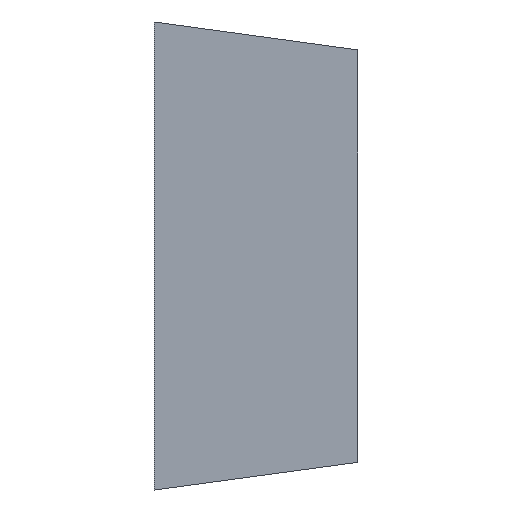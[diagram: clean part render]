
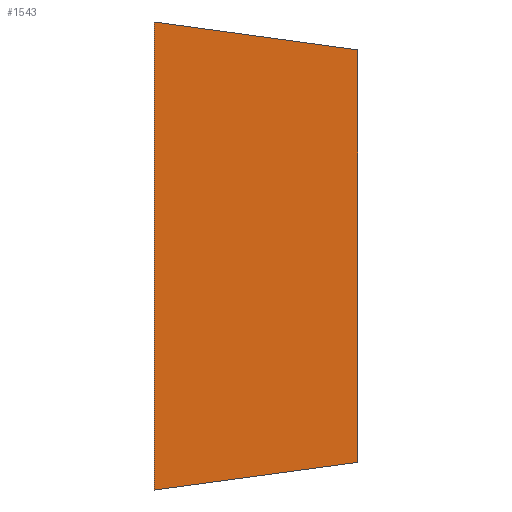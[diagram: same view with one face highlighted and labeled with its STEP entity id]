
A CAD part, front view. The second image highlights one B-rep face of the part: STEP entity #1543.
In plain terms, the highlighted planar face has unit normal (0, -1, 0).
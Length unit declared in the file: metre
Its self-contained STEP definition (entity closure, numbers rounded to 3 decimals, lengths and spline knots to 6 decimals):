
#7 = ORIENTED_EDGE ( 'NONE', *, *, #244, .T. ) ;
#11 = LINE ( 'NONE', #365, #797 ) ;
#27 = ORIENTED_EDGE ( 'NONE', *, *, #911, .T. ) ;
#88 = CARTESIAN_POINT ( 'NONE',  ( 0.070837, 0.044704, -0.010384 ) ) ;
#97 = EDGE_CURVE ( 'NONE', #1421, #1245, #559, .T. ) ;
#108 = B_SPLINE_CURVE_WITH_KNOTS ( 'NONE', 3,
 ( #304, #88, #113, #1087, #1859, #1289, #2060, #128 ),
 .UNSPECIFIED., .F., .F.,
 ( 4, 1, 1, 1, 1, 4 ),
 ( 0., 0.000728, 0.000753, 0.005338, 0.005364, 0.006408 ),
 .UNSPECIFIED. ) ;
#113 = CARTESIAN_POINT ( 'NONE',  ( 0.071086, 0.044704, -0.010353 ) ) ;
#120 = VECTOR ( 'NONE', #2089, 1. ) ;
#128 = CARTESIAN_POINT ( 'NONE',  ( 0.076946, 0.044704, -0.009553 ) ) ;
#200 = DIRECTION ( 'NONE',  ( 0., -1., 0. ) ) ;
#244 = EDGE_CURVE ( 'NONE', #1752, #606, #108, .T. ) ;
#281 = CARTESIAN_POINT ( 'NONE',  ( 0.070596, 0.044704, -0.010414 ) ) ;
#304 = CARTESIAN_POINT ( 'NONE',  ( 0.070596, 0.044704, -0.010414 ) ) ;
#352 = EDGE_CURVE ( 'NONE', #1245, #1752, #1516, .T. ) ;
#365 = CARTESIAN_POINT ( 'NONE',  ( 0.076946, 0.044704, -0.013558 ) ) ;
#374 = FACE_OUTER_BOUND ( 'NONE', #2145, .T. ) ;
#479 = CARTESIAN_POINT ( 'NONE',  ( 0.0714, 0.044704, 0.00405 ) ) ;
#559 = B_SPLINE_CURVE_WITH_KNOTS ( 'NONE', 3,
 ( #2394, #2130, #1641, #1663, #479, #2431 ),
 .UNSPECIFIED., .F., .F.,
 ( 4, 1, 1, 4 ),
 ( 0., 0.003953, 0.003979, 0.006409 ),
 .UNSPECIFIED. ) ;
#561 = CARTESIAN_POINT ( 'NONE',  ( 0.070596, 0.044704, 0.007222 ) ) ;
#606 = VERTEX_POINT ( 'NONE', #824 ) ;
#797 = VECTOR ( 'NONE', #2107, 1. ) ;
#824 = CARTESIAN_POINT ( 'NONE',  ( 0.076946, 0.044704, -0.009553 ) ) ;
#833 = CARTESIAN_POINT ( 'NONE',  ( 0.070596, 0.044704, 0.004155 ) ) ;
#911 = EDGE_CURVE ( 'NONE', #606, #1421, #11, .T. ) ;
#972 = DIRECTION ( 'NONE',  ( 0., 0., -1. ) ) ;
#1041 = ORIENTED_EDGE ( 'NONE', *, *, #97, .T. ) ;
#1087 = CARTESIAN_POINT ( 'NONE',  ( 0.072852, 0.044704, -0.01013 ) ) ;
#1245 = VERTEX_POINT ( 'NONE', #833 ) ;
#1289 = CARTESIAN_POINT ( 'NONE',  ( 0.076249, 0.044704, -0.009656 ) ) ;
#1353 = PLANE ( 'NONE',  #1454 ) ;
#1421 = VERTEX_POINT ( 'NONE', #1878 ) ;
#1454 = AXIS2_PLACEMENT_3D ( 'NONE', #1898, #200, #972 ) ;
#1516 = LINE ( 'NONE', #561, #120 ) ;
#1543 = ADVANCED_FACE ( 'NONE', ( #374 ), #1353, .T. ) ;
#1617 = ORIENTED_EDGE ( 'NONE', *, *, #352, .T. ) ;
#1641 = CARTESIAN_POINT ( 'NONE',  ( 0.074328, 0.044704, 0.003653 ) ) ;
#1663 = CARTESIAN_POINT ( 'NONE',  ( 0.072211, 0.044704, 0.003941 ) ) ;
#1752 = VERTEX_POINT ( 'NONE', #281 ) ;
#1859 = CARTESIAN_POINT ( 'NONE',  ( 0.074383, 0.044704, -0.009924 ) ) ;
#1878 = CARTESIAN_POINT ( 'NONE',  ( 0.076946, 0.044704, 0.003287 ) ) ;
#1898 = CARTESIAN_POINT ( 'NONE',  ( 0.018269, 0.044704, -0.0254 ) ) ;
#2060 = CARTESIAN_POINT ( 'NONE',  ( 0.076602, 0.044704, -0.009605 ) ) ;
#2089 = DIRECTION ( 'NONE',  ( 0., 0., -1. ) ) ;
#2107 = DIRECTION ( 'NONE',  ( 0., 0., 1. ) ) ;
#2130 = CARTESIAN_POINT ( 'NONE',  ( 0.075641, 0.044704, 0.003471 ) ) ;
#2145 = EDGE_LOOP ( 'NONE', ( #27, #1041, #1617, #7 ) ) ;
#2394 = CARTESIAN_POINT ( 'NONE',  ( 0.076946, 0.044704, 0.003287 ) ) ;
#2431 = CARTESIAN_POINT ( 'NONE',  ( 0.070596, 0.044704, 0.004155 ) ) ;
